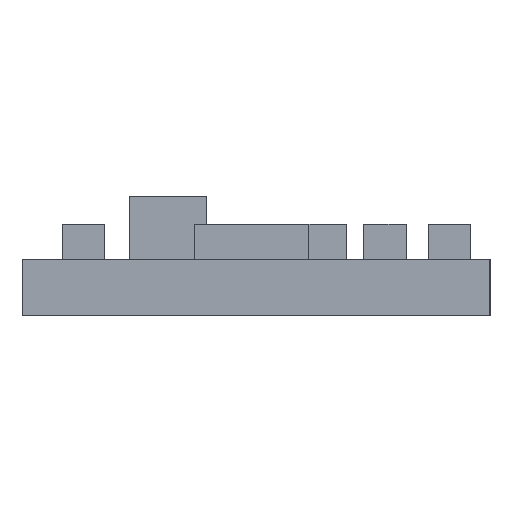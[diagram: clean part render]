
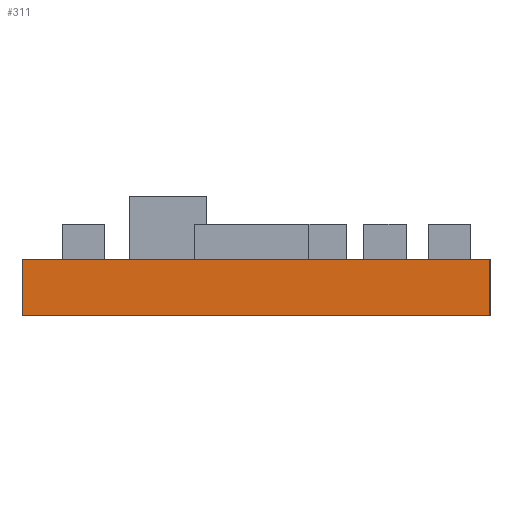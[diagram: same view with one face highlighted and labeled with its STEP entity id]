
A CAD part, left-side view. The second image highlights one B-rep face of the part: STEP entity #311.
In plain terms, the highlighted planar face has unit normal (-1, 0, 0).
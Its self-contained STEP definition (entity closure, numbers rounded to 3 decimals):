
#193=CARTESIAN_POINT('Line Origine',(0.,0.,0.8)) ;
#197=CARTESIAN_POINT('Vertex',(0.,0.,0.)) ;
#199=CARTESIAN_POINT('Vertex',(0.,0.,1.6)) ;
#268=CARTESIAN_POINT('Vertex',(0.,13.3,0.)) ;
#271=CARTESIAN_POINT('Line Origine',(0.,13.3,0.8)) ;
#275=CARTESIAN_POINT('Vertex',(0.,13.3,1.6)) ;
#290=CARTESIAN_POINT('Axis2P3D Location',(0.,13.3,0.)) ;
#295=CARTESIAN_POINT('Line Origine',(0.,6.65,0.)) ;
#300=CARTESIAN_POINT('Line Origine',(0.,6.65,1.6)) ;
#194=DIRECTION('Vector Direction',(0.,0.,1.)) ;
#272=DIRECTION('Vector Direction',(0.,0.,1.)) ;
#291=DIRECTION('Axis2P3D Direction',(-1.,0.,0.)) ;
#292=DIRECTION('Axis2P3D XDirection',(0.,-1.,0.)) ;
#296=DIRECTION('Vector Direction',(0.,-1.,0.)) ;
#301=DIRECTION('Vector Direction',(0.,-1.,0.)) ;
#293=AXIS2_PLACEMENT_3D('Plane Axis2P3D',#290,#291,#292) ;
#306=ORIENTED_EDGE('',*,*,#277,.F.) ;
#307=ORIENTED_EDGE('',*,*,#299,.T.) ;
#308=ORIENTED_EDGE('',*,*,#201,.T.) ;
#309=ORIENTED_EDGE('',*,*,#304,.F.) ;
#195=VECTOR('Line Direction',#194,1.) ;
#273=VECTOR('Line Direction',#272,1.) ;
#297=VECTOR('Line Direction',#296,1.) ;
#302=VECTOR('Line Direction',#301,1.) ;
#311=ADVANCED_FACE('PartBody',(#310),#294,.T.) ;
#201=EDGE_CURVE('',#198,#200,#196,.T.) ;
#277=EDGE_CURVE('',#269,#276,#274,.T.) ;
#299=EDGE_CURVE('',#269,#198,#298,.T.) ;
#304=EDGE_CURVE('',#276,#200,#303,.T.) ;
#305=EDGE_LOOP('',(#306,#307,#308,#309)) ;
#310=FACE_OUTER_BOUND('',#305,.T.) ;
#196=LINE('Line',#193,#195) ;
#274=LINE('Line',#271,#273) ;
#298=LINE('Line',#295,#297) ;
#303=LINE('Line',#300,#302) ;
#294=PLANE('Plane',#293) ;
#198=VERTEX_POINT('',#197) ;
#200=VERTEX_POINT('',#199) ;
#269=VERTEX_POINT('',#268) ;
#276=VERTEX_POINT('',#275) ;
